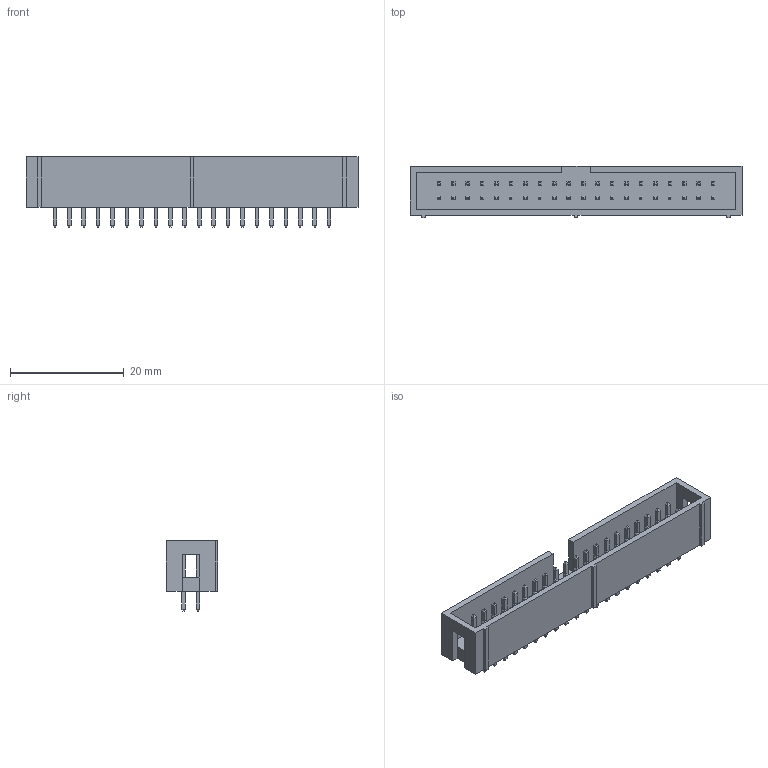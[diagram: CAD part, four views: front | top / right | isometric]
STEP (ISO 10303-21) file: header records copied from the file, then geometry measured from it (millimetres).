
FILE_DESCRIPTION (( 'STEP AP214' ), '1' );
FILE_NAME ('BH-40.STEP', '2018-01-16T19:17:29', ( 'User' ), ( '' ), 'SwSTEP 2.0', 'SolidWorks 2017', '' );
FILE_SCHEMA (( 'AUTOMOTIVE_DESIGN' ));
Length unit declared in the file: millimetre
Products named in the file (1): BH-40
Bounding box: 58.4 x 9 x 12.4 mm (x, y, z)
Volume: 2231 mm3; surface area: 3779.7 mm2
Topology: 1 solids, 1 shells, 754 faces, 1704 edges, 1028 vertices
Faces by surface type: plane 754
Entity records: 28138 total; most frequent: CARTESIAN_POINT 3487, ORIENTED_EDGE 3408, DIRECTION 3214, VECTOR 1704, LINE 1704, EDGE_CURVE 1704, VERTEX_POINT 1028, EDGE_LOOP 834
